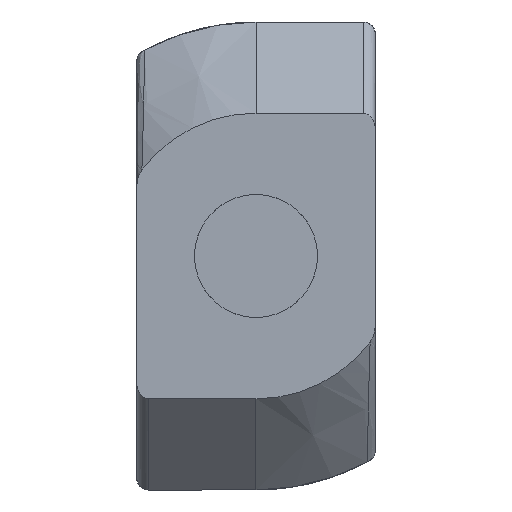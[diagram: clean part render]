
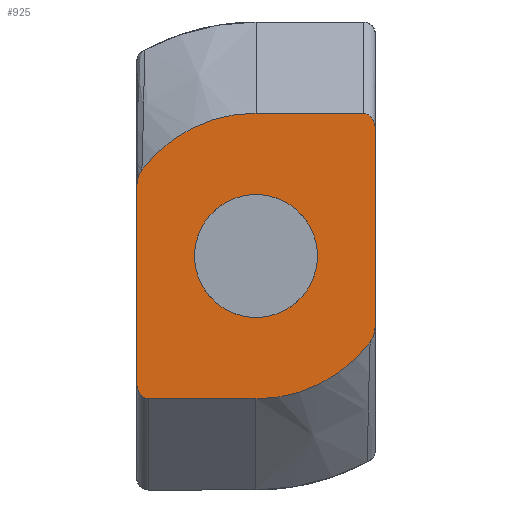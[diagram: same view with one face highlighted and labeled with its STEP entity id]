
A CAD part, front view. The second image highlights one B-rep face of the part: STEP entity #925.
In plain terms, the highlighted face is planar.
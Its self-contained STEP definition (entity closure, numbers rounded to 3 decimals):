
#35 = CARTESIAN_POINT ( 'NONE',  ( 2.796, -4.85, 0. ) ) ;
#74 = CIRCLE ( 'NONE', #92, 5.8 ) ;
#92 = AXIS2_PLACEMENT_3D ( 'NONE', #1740, #471, #1962 ) ;
#118 = VERTEX_POINT ( 'NONE', #728 ) ;
#127 = CARTESIAN_POINT ( 'NONE',  ( 0., 0., 0. ) ) ;
#132 = VERTEX_POINT ( 'NONE', #2226 ) ;
#133 = FACE_OUTER_BOUND ( 'NONE', #2462, .T. ) ;
#165 = CARTESIAN_POINT ( 'NONE',  ( 5.507, 4.85, 0. ) ) ;
#190 = EDGE_CURVE ( 'NONE', #2336, #1276, #331, .T. ) ;
#205 = CARTESIAN_POINT ( 'NONE',  ( 0., 0., 0. ) ) ;
#242 = CARTESIAN_POINT ( 'NONE',  ( -3.371, 4.722, 0. ) ) ;
#247 = CARTESIAN_POINT ( 'NONE',  ( 0., 0., 0. ) ) ;
#312 =( BOUNDED_CURVE ( )  B_SPLINE_CURVE ( 3, ( #2633, #1155, #528, #2025 ),
 .UNSPECIFIED., .F., .F. ) 
 B_SPLINE_CURVE_WITH_KNOTS ( ( 4, 4 ),
 ( 1.571, 3.142 ),
 .UNSPECIFIED. ) 
 CURVE ( )  GEOMETRIC_REPRESENTATION_ITEM ( )  RATIONAL_B_SPLINE_CURVE ( ( 1., 0.805, 0.805, 1. ) ) 
 REPRESENTATION_ITEM ( '' )  );
#331 = LINE ( 'NONE', #2069, #1877 ) ;
#344 = DIRECTION ( 'NONE',  ( 1., 0., 0. ) ) ;
#351 = EDGE_CURVE ( 'NONE', #1492, #2650, #2697, .T. ) ;
#374 = CARTESIAN_POINT ( 'NONE',  ( -3.49, 4.632, 0. ) ) ;
#386 =( BOUNDED_CURVE ( )  B_SPLINE_CURVE ( 3, ( #1645, #165, #1855, #579 ),
 .UNSPECIFIED., .F., .T. ) 
 B_SPLINE_CURVE_WITH_KNOTS ( ( 4, 4 ),
 ( 1.571, 3.142 ),
 .UNSPECIFIED. ) 
 CURVE ( )  GEOMETRIC_REPRESENTATION_ITEM ( )  RATIONAL_B_SPLINE_CURVE ( ( 1., 0.805, 0.805, 1. ) ) 
 REPRESENTATION_ITEM ( '' )  );
#392 = VECTOR ( 'NONE', #851, 1000. ) ;
#408 = DIRECTION ( 'NONE',  ( 1., 0., 0. ) ) ;
#420 = CARTESIAN_POINT ( 'NONE',  ( -5.8, 0., 0. ) ) ;
#423 = CARTESIAN_POINT ( 'NONE',  ( 5.8, 4.35, 0. ) ) ;
#451 = DIRECTION ( 'NONE',  ( 0., 0., 1. ) ) ;
#471 = DIRECTION ( 'NONE',  ( 0., 0., -1. ) ) ;
#493 = EDGE_CURVE ( 'NONE', #1546, #118, #2013, .T. ) ;
#508 = AXIS2_PLACEMENT_3D ( 'NONE', #247, #451, #1935 ) ;
#528 = CARTESIAN_POINT ( 'NONE',  ( -5.8, -4.643, 0. ) ) ;
#557 = AXIS2_PLACEMENT_3D ( 'NONE', #205, #1680, #408 ) ;
#571 = CARTESIAN_POINT ( 'NONE',  ( -5.8, -4.35, 0. ) ) ;
#579 = CARTESIAN_POINT ( 'NONE',  ( 5.8, 4.35, 0. ) ) ;
#599 = CIRCLE ( 'NONE', #557, 2.5 ) ;
#615 = DIRECTION ( 'NONE',  ( -1., 0., 0. ) ) ;
#632 = ORIENTED_EDGE ( 'NONE', *, *, #952, .T. ) ;
#641 = CARTESIAN_POINT ( 'NONE',  ( -2.943, 4.837, 0. ) ) ;
#645 = CARTESIAN_POINT ( 'NONE',  ( 3.371, -4.722, 0. ) ) ;
#674 = VERTEX_POINT ( 'NONE', #2308 ) ;
#678 = EDGE_CURVE ( 'NONE', #118, #1546, #599, .T. ) ;
#707 = VERTEX_POINT ( 'NONE', #420 ) ;
#728 = CARTESIAN_POINT ( 'NONE',  ( 2.5, 0., 0. ) ) ;
#756 = VECTOR ( 'NONE', #615, 1000. ) ;
#794 = CARTESIAN_POINT ( 'NONE',  ( -2.5, 0., 0. ) ) ;
#800 = ORIENTED_EDGE ( 'NONE', *, *, #678, .T. ) ;
#851 = DIRECTION ( 'NONE',  ( 0., -1., 0. ) ) ;
#859 = CARTESIAN_POINT ( 'NONE',  ( -2.649, 4.85, 0. ) ) ;
#866 = EDGE_CURVE ( 'NONE', #132, #2650, #1334, .T. ) ;
#870 = ORIENTED_EDGE ( 'NONE', *, *, #1853, .T. ) ;
#914 = EDGE_CURVE ( 'NONE', #674, #1276, #2147, .T. ) ;
#918 = VECTOR ( 'NONE', #2100, 1000. ) ;
#925 = ADVANCED_FACE ( 'NONE', ( #2258, #133 ), #1073, .F. ) ;
#952 = EDGE_CURVE ( 'NONE', #707, #1492, #74, .T. ) ;
#1073 = PLANE ( 'NONE',  #508 ) ;
#1138 = VERTEX_POINT ( 'NONE', #423 ) ;
#1155 = CARTESIAN_POINT ( 'NONE',  ( -5.507, -4.85, 0. ) ) ;
#1187 = DIRECTION ( 'NONE',  ( 0., 0., 1. ) ) ;
#1240 = EDGE_LOOP ( 'NONE', ( #800, #1514 ) ) ;
#1276 = VERTEX_POINT ( 'NONE', #1343 ) ;
#1303 = CARTESIAN_POINT ( 'NONE',  ( 2.943, -4.837, 0. ) ) ;
#1321 = ORIENTED_EDGE ( 'NONE', *, *, #2470, .T. ) ;
#1334 = LINE ( 'NONE', #1493, #756 ) ;
#1343 = CARTESIAN_POINT ( 'NONE',  ( 2.649, -4.85, 0. ) ) ;
#1415 = ORIENTED_EDGE ( 'NONE', *, *, #914, .T. ) ;
#1422 = CIRCLE ( 'NONE', #1699, 5.8 ) ;
#1492 = VERTEX_POINT ( 'NONE', #374 ) ;
#1493 = CARTESIAN_POINT ( 'NONE',  ( -8.169, 4.85, 0. ) ) ;
#1499 = LINE ( 'NONE', #2501, #918 ) ;
#1514 = ORIENTED_EDGE ( 'NONE', *, *, #493, .T. ) ;
#1516 = VERTEX_POINT ( 'NONE', #571 ) ;
#1517 = CARTESIAN_POINT ( 'NONE',  ( 2.649, -4.85, 0. ) ) ;
#1546 = VERTEX_POINT ( 'NONE', #794 ) ;
#1596 = EDGE_CURVE ( 'NONE', #1516, #707, #1499, .T. ) ;
#1605 = DIRECTION ( 'NONE',  ( 0., 0., -1. ) ) ;
#1610 = ORIENTED_EDGE ( 'NONE', *, *, #190, .F. ) ;
#1624 = ORIENTED_EDGE ( 'NONE', *, *, #2331, .T. ) ;
#1645 = CARTESIAN_POINT ( 'NONE',  ( 5.093, 4.85, 0. ) ) ;
#1680 = DIRECTION ( 'NONE',  ( 0., 0., 1. ) ) ;
#1699 = AXIS2_PLACEMENT_3D ( 'NONE', #127, #1605, #344 ) ;
#1714 = CARTESIAN_POINT ( 'NONE',  ( -3.49, 4.632, 0. ) ) ;
#1740 = CARTESIAN_POINT ( 'NONE',  ( 0., 0., 0. ) ) ;
#1761 = AXIS2_PLACEMENT_3D ( 'NONE', #2457, #1187, #2664 ) ;
#1766 = CARTESIAN_POINT ( 'NONE',  ( 5.8, 0., 0. ) ) ;
#1835 = ORIENTED_EDGE ( 'NONE', *, *, #351, .T. ) ;
#1853 = EDGE_CURVE ( 'NONE', #1138, #2018, #2629, .T. ) ;
#1855 = CARTESIAN_POINT ( 'NONE',  ( 5.8, 4.643, 0. ) ) ;
#1877 = VECTOR ( 'NONE', #2277, 1000. ) ;
#1928 = CARTESIAN_POINT ( 'NONE',  ( -3.229, 4.772, 0. ) ) ;
#1935 = DIRECTION ( 'NONE',  ( 1., 0., 0. ) ) ;
#1962 = DIRECTION ( 'NONE',  ( 1., 0., 0. ) ) ;
#2013 = CIRCLE ( 'NONE', #1761, 2.5 ) ;
#2018 = VERTEX_POINT ( 'NONE', #1766 ) ;
#2025 = CARTESIAN_POINT ( 'NONE',  ( -5.8, -4.35, 0. ) ) ;
#2069 = CARTESIAN_POINT ( 'NONE',  ( -9.5, -4.85, 0. ) ) ;
#2081 = ORIENTED_EDGE ( 'NONE', *, *, #1596, .T. ) ;
#2100 = DIRECTION ( 'NONE',  ( 0., 1., 0. ) ) ;
#2113 = EDGE_CURVE ( 'NONE', #2018, #674, #1422, .T. ) ;
#2138 = CARTESIAN_POINT ( 'NONE',  ( -2.796, 4.85, 0. ) ) ;
#2143 = CARTESIAN_POINT ( 'NONE',  ( 3.49, -4.632, 0. ) ) ;
#2147 = B_SPLINE_CURVE_WITH_KNOTS ( 'NONE', 3,
 ( #2143, #645, #2549, #1303, #35, #1517 ),
 .UNSPECIFIED., .F., .F.,
 ( 4, 2, 4 ),
 ( 0., 0., 0.001 ),
 .UNSPECIFIED. ) ;
#2156 = CARTESIAN_POINT ( 'NONE',  ( -2.649, 4.85, 0. ) ) ;
#2157 = ORIENTED_EDGE ( 'NONE', *, *, #2113, .T. ) ;
#2226 = CARTESIAN_POINT ( 'NONE',  ( 5.093, 4.85, 0. ) ) ;
#2258 = FACE_BOUND ( 'NONE', #1240, .T. ) ;
#2277 = DIRECTION ( 'NONE',  ( 1., 0., 0. ) ) ;
#2308 = CARTESIAN_POINT ( 'NONE',  ( 3.49, -4.632, 0. ) ) ;
#2331 = EDGE_CURVE ( 'NONE', #2336, #1516, #312, .T. ) ;
#2336 = VERTEX_POINT ( 'NONE', #2441 ) ;
#2441 = CARTESIAN_POINT ( 'NONE',  ( -5.093, -4.85, 0. ) ) ;
#2457 = CARTESIAN_POINT ( 'NONE',  ( 0., 0., 0. ) ) ;
#2462 = EDGE_LOOP ( 'NONE', ( #2157, #1415, #1610, #1624, #2081, #632, #1835, #2656, #1321, #870 ) ) ;
#2470 = EDGE_CURVE ( 'NONE', #132, #1138, #386, .T. ) ;
#2501 = CARTESIAN_POINT ( 'NONE',  ( -5.8, 0., 0. ) ) ;
#2542 = CARTESIAN_POINT ( 'NONE',  ( 5.8, 0., 0. ) ) ;
#2549 = CARTESIAN_POINT ( 'NONE',  ( 3.229, -4.772, 0. ) ) ;
#2629 = LINE ( 'NONE', #2542, #392 ) ;
#2633 = CARTESIAN_POINT ( 'NONE',  ( -5.093, -4.85, 0. ) ) ;
#2650 = VERTEX_POINT ( 'NONE', #2156 ) ;
#2656 = ORIENTED_EDGE ( 'NONE', *, *, #866, .F. ) ;
#2664 = DIRECTION ( 'NONE',  ( 1., 0., 0. ) ) ;
#2697 = B_SPLINE_CURVE_WITH_KNOTS ( 'NONE', 3,
 ( #1714, #242, #1928, #641, #2138, #859 ),
 .UNSPECIFIED., .F., .F.,
 ( 4, 2, 4 ),
 ( 0., 0., 0.001 ),
 .UNSPECIFIED. ) ;
